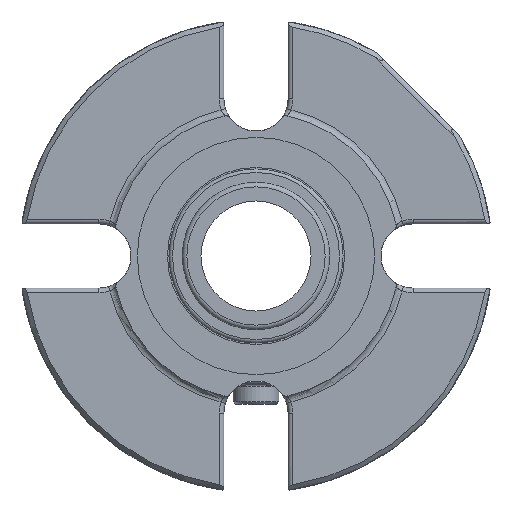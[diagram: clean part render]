
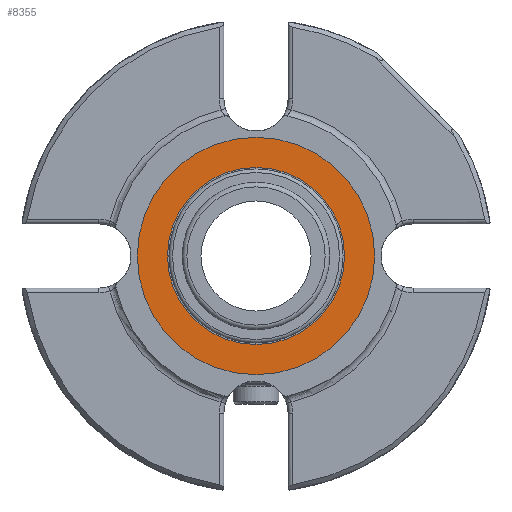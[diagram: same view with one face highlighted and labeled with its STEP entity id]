
A CAD part, left-side view. The second image highlights one B-rep face of the part: STEP entity #8355.
In plain terms, the highlighted planar face has unit normal (-1, 0, 0).
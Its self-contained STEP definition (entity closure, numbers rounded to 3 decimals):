
#1670=PLANE('',#9208);
#4099=ORIENTED_EDGE('',*,*,#5341,.F.);
#4100=ORIENTED_EDGE('',*,*,#5342,.F.);
#5341=EDGE_CURVE('',#6130,#6130,#6534,.T.);
#5342=EDGE_CURVE('',#6131,#6131,#6535,.F.);
#6130=VERTEX_POINT('',#17569);
#6131=VERTEX_POINT('',#17572);
#6534=CIRCLE('',#9207,25.895);
#6535=CIRCLE('',#9209,19.304);
#7105=EDGE_LOOP('',(#4099));
#7106=EDGE_LOOP('',(#4100));
#7692=FACE_BOUND('',#7105,.T.);
#7693=FACE_BOUND('',#7106,.T.);
#8355=ADVANCED_FACE('',(#7692,#7693),#1670,.F.);
#9207=AXIS2_PLACEMENT_3D('',#17568,#11351,#11352);
#9208=AXIS2_PLACEMENT_3D('',#17570,#11353,#11354);
#9209=AXIS2_PLACEMENT_3D('',#17571,#11355,#11356);
#11351=DIRECTION('',(1.,0.,0.));
#11352=DIRECTION('',(0.,0.,1.));
#11353=DIRECTION('',(1.,0.,0.));
#11354=DIRECTION('',(0.,0.,1.));
#11355=DIRECTION('',(1.,0.,0.));
#11356=DIRECTION('',(0.,0.,-1.));
#17568=CARTESIAN_POINT('',(-9.131,0.,0.));
#17569=CARTESIAN_POINT('',(-9.131,0.,25.895));
#17570=CARTESIAN_POINT('',(-9.131,0.,20.638));
#17571=CARTESIAN_POINT('',(-9.131,0.,0.));
#17572=CARTESIAN_POINT('',(-9.131,0.,-19.304));
